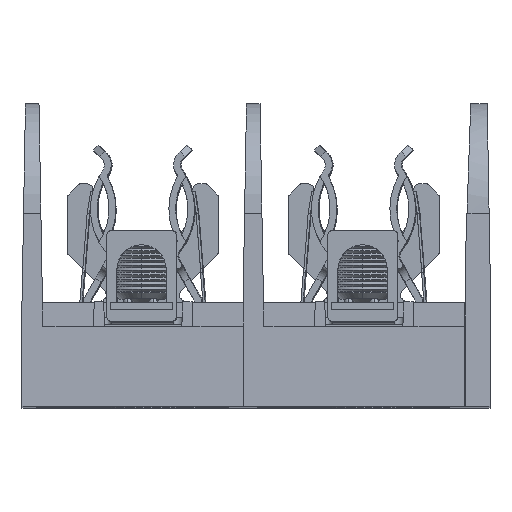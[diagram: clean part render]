
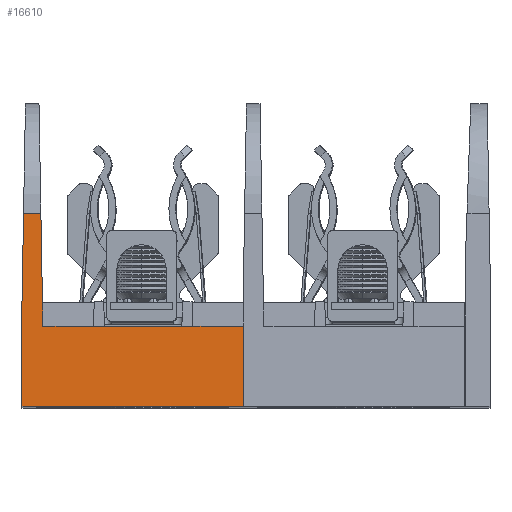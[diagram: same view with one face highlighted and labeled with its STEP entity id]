
A CAD part, top view. The second image highlights one B-rep face of the part: STEP entity #16610.
In plain terms, the highlighted planar face has unit normal (0, 0.035, 0.999).
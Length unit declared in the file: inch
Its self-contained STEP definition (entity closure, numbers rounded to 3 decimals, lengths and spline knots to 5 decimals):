
#1130 = DIRECTION ( 'NONE',  ( 1., 0., 0. ) ) ;
#1524 = CARTESIAN_POINT ( 'NONE',  ( -0.25402, 0.53, 3.48149 ) ) ;
#2654 = CARTESIAN_POINT ( 'NONE',  ( 0.664, 0.53, 3.48149 ) ) ;
#2814 = VECTOR ( 'NONE', #15252, 39.37008 ) ;
#3267 = DIRECTION ( 'NONE',  ( 1., 0., 0. ) ) ;
#3621 = VERTEX_POINT ( 'NONE', #19339 ) ;
#4468 = CARTESIAN_POINT ( 'NONE',  ( -0.66121, 0.53, 3.48149 ) ) ;
#4760 = DIRECTION ( 'NONE',  ( 1., 0., 0. ) ) ;
#4966 = VERTEX_POINT ( 'NONE', #1524 ) ;
#5081 = VECTOR ( 'NONE', #25469, 39.37008 ) ;
#5188 = ORIENTED_EDGE ( 'NONE', *, *, #23266, .F. ) ;
#5594 = LINE ( 'NONE', #27277, #17322 ) ;
#5742 = ORIENTED_EDGE ( 'NONE', *, *, #27674, .F. ) ;
#5955 = VERTEX_POINT ( 'NONE', #4468 ) ;
#6140 = DIRECTION ( 'NONE',  ( 0., 0.035, 0.999 ) ) ;
#6559 = VERTEX_POINT ( 'NONE', #15535 ) ;
#6761 = LINE ( 'NONE', #16864, #12239 ) ;
#6787 = EDGE_CURVE ( 'NONE', #5955, #6559, #12019, .T. ) ;
#6892 = VERTEX_POINT ( 'NONE', #22034 ) ;
#7177 = ORIENTED_EDGE ( 'NONE', *, *, #17649, .F. ) ;
#7238 = CARTESIAN_POINT ( 'NONE',  ( -0.67427, 1.27835, 3.45536 ) ) ;
#7322 = DIRECTION ( 'NONE',  ( 0., -0.999, 0.035 ) ) ;
#7509 = LINE ( 'NONE', #21020, #25079 ) ;
#8230 = VECTOR ( 'NONE', #13429, 39.37008 ) ;
#8467 = CARTESIAN_POINT ( 'NONE',  ( 0.32998, 0.53, 3.48149 ) ) ;
#8534 = EDGE_CURVE ( 'NONE', #4966, #3621, #24221, .T. ) ;
#8805 = CARTESIAN_POINT ( 'NONE',  ( 0.664, 1.27617, 3.45544 ) ) ;
#9630 = CARTESIAN_POINT ( 'NONE',  ( -0.78877, 1.27617, 3.45544 ) ) ;
#9738 = CARTESIAN_POINT ( 'NONE',  ( -0.2596, 0.53, 3.48149 ) ) ;
#10080 = DIRECTION ( 'NONE',  ( 1., 0., 0. ) ) ;
#10317 = ORIENTED_EDGE ( 'NONE', *, *, #24420, .T. ) ;
#10722 = ORIENTED_EDGE ( 'NONE', *, *, #17790, .T. ) ;
#12019 = LINE ( 'NONE', #20473, #17350 ) ;
#12169 = DIRECTION ( 'NONE',  ( 0., -0.999, 0.035 ) ) ;
#12193 = DIRECTION ( 'NONE',  ( 1., 0., 0. ) ) ;
#12239 = VECTOR ( 'NONE', #10080, 39.37008 ) ;
#12647 = EDGE_LOOP ( 'NONE', ( #19225, #24480, #10317, #7177, #5742, #18562, #13067, #18956, #13109, #10722, #5188 ) ) ;
#13008 = LINE ( 'NONE', #8805, #2814 ) ;
#13067 = ORIENTED_EDGE ( 'NONE', *, *, #8534, .F. ) ;
#13109 = ORIENTED_EDGE ( 'NONE', *, *, #6787, .F. ) ;
#13381 = DIRECTION ( 'NONE',  ( 0.017, 0.999, -0.035 ) ) ;
#13429 = DIRECTION ( 'NONE',  ( -0.017, 0.999, -0.035 ) ) ;
#13471 = CARTESIAN_POINT ( 'NONE',  ( -3.79927, 0.53, 3.48149 ) ) ;
#13572 = EDGE_CURVE ( 'NONE', #18992, #20345, #20153, .T. ) ;
#14649 = CARTESIAN_POINT ( 'NONE',  ( -0.799, 0., 3.5 ) ) ;
#14743 = VERTEX_POINT ( 'NONE', #2654 ) ;
#15252 = DIRECTION ( 'NONE',  ( 0., -0.999, 0.035 ) ) ;
#15478 = LINE ( 'NONE', #24124, #21314 ) ;
#15535 = CARTESIAN_POINT ( 'NONE',  ( -0.32719, 0.53, 3.48149 ) ) ;
#16024 = CARTESIAN_POINT ( 'NONE',  ( -0.799, 1.27617, 3.45544 ) ) ;
#16234 = CARTESIAN_POINT ( 'NONE',  ( -0.799, 1.27617, 3.45544 ) ) ;
#16396 = LINE ( 'NONE', #18662, #5081 ) ;
#16610 = ADVANCED_FACE ( 'NONE', ( #18492 ), #27100, .T. ) ;
#16864 = CARTESIAN_POINT ( 'NONE',  ( -3.79927, 0.53, 3.48149 ) ) ;
#17322 = VECTOR ( 'NONE', #12193, 39.37008 ) ;
#17350 = VECTOR ( 'NONE', #26317, 39.37008 ) ;
#17649 = EDGE_CURVE ( 'NONE', #14743, #24544, #13008, .T. ) ;
#17790 = EDGE_CURVE ( 'NONE', #5955, #6892, #26544, .T. ) ;
#18492 = FACE_OUTER_BOUND ( 'NONE', #12647, .T. ) ;
#18562 = ORIENTED_EDGE ( 'NONE', *, *, #19916, .F. ) ;
#18662 = CARTESIAN_POINT ( 'NONE',  ( 0.2624, 0.53, 3.48149 ) ) ;
#18956 = ORIENTED_EDGE ( 'NONE', *, *, #27582, .F. ) ;
#18992 = VERTEX_POINT ( 'NONE', #19592 ) ;
#19225 = ORIENTED_EDGE ( 'NONE', *, *, #20439, .F. ) ;
#19339 = CARTESIAN_POINT ( 'NONE',  ( 0.25681, 0.53, 3.48149 ) ) ;
#19592 = CARTESIAN_POINT ( 'NONE',  ( -0.799, 0.69, 3.4759 ) ) ;
#19916 = EDGE_CURVE ( 'NONE', #3621, #20337, #16396, .T. ) ;
#20153 = LINE ( 'NONE', #16024, #25863 ) ;
#20337 = VERTEX_POINT ( 'NONE', #8467 ) ;
#20345 = VERTEX_POINT ( 'NONE', #14649 ) ;
#20439 = EDGE_CURVE ( 'NONE', #18992, #24481, #15478, .T. ) ;
#20473 = CARTESIAN_POINT ( 'NONE',  ( -3.79927, 0.53, 3.48149 ) ) ;
#21020 = CARTESIAN_POINT ( 'NONE',  ( -0.799, 0., 3.5 ) ) ;
#21314 = VECTOR ( 'NONE', #13381, 39.37008 ) ;
#22034 = CARTESIAN_POINT ( 'NONE',  ( -0.67423, 1.27617, 3.45544 ) ) ;
#23266 = EDGE_CURVE ( 'NONE', #24481, #6892, #5594, .T. ) ;
#23585 = AXIS2_PLACEMENT_3D ( 'NONE', #16234, #6140, #12169 ) ;
#24124 = CARTESIAN_POINT ( 'NONE',  ( -0.78877, 1.276, 3.45544 ) ) ;
#24221 = LINE ( 'NONE', #13471, #26454 ) ;
#24420 = EDGE_CURVE ( 'NONE', #20345, #24544, #7509, .T. ) ;
#24480 = ORIENTED_EDGE ( 'NONE', *, *, #13572, .T. ) ;
#24481 = VERTEX_POINT ( 'NONE', #9630 ) ;
#24544 = VERTEX_POINT ( 'NONE', #27635 ) ;
#24973 = LINE ( 'NONE', #9738, #26659 ) ;
#25079 = VECTOR ( 'NONE', #3267, 39.37008 ) ;
#25469 = DIRECTION ( 'NONE',  ( 1., 0., 0. ) ) ;
#25863 = VECTOR ( 'NONE', #7322, 39.37008 ) ;
#26317 = DIRECTION ( 'NONE',  ( 1., 0., 0. ) ) ;
#26454 = VECTOR ( 'NONE', #4760, 39.37008 ) ;
#26544 = LINE ( 'NONE', #7238, #8230 ) ;
#26659 = VECTOR ( 'NONE', #1130, 39.37008 ) ;
#27100 = PLANE ( 'NONE',  #23585 ) ;
#27277 = CARTESIAN_POINT ( 'NONE',  ( -0.799, 1.27617, 3.45544 ) ) ;
#27582 = EDGE_CURVE ( 'NONE', #6559, #4966, #24973, .T. ) ;
#27635 = CARTESIAN_POINT ( 'NONE',  ( 0.664, 0., 3.5 ) ) ;
#27674 = EDGE_CURVE ( 'NONE', #20337, #14743, #6761, .T. ) ;
